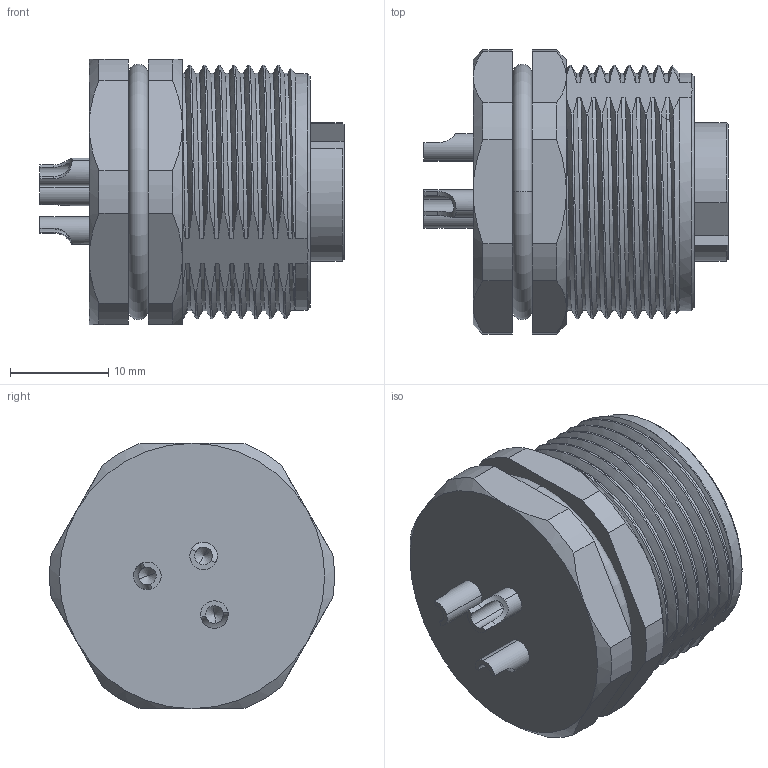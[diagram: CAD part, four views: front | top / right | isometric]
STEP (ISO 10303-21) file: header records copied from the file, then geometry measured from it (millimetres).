
FILE_DESCRIPTION((''),'2;1');
FILE_NAME('7_8-F04-BKR-M26-W1_5_SW0001','2024-03-21T',('13288'),(''),'PRO/ENGINEER BY PARAMETRIC TECHNOLOGY CORPORATION, 2012480','PRO/ENGINEER BY PARAMETRIC TECHNOLOGY CORPORATION, 2012480','');
FILE_SCHEMA(('CONFIG_CONTROL_DESIGN'));
Length unit declared in the file: millimetre
Products named in the file (1): 7_8-F04-BKR-M26-W1_5_SW0001
Bounding box: 30.95 x 28.96 x 27 mm (x, y, z)
Volume: 10887.5 mm3; surface area: 7649.3 mm2
Topology: 1 solids, 2 shells, 625 faces, 1779 edges, 1179 vertices
Faces by surface type: plane 225, cylinder 114, extrusion 111, bspline 84, cone 61, torus 30
Entity records: 29107 total; most frequent: CARTESIAN_POINT 14086, ORIENTED_EDGE 3546, DIRECTION 2388, EDGE_CURVE 1773, VERTEX_POINT 1179, VECTOR 838, B_SPLINE_CURVE_WITH_KNOTS 812, AXIS2_PLACEMENT_3D 775
